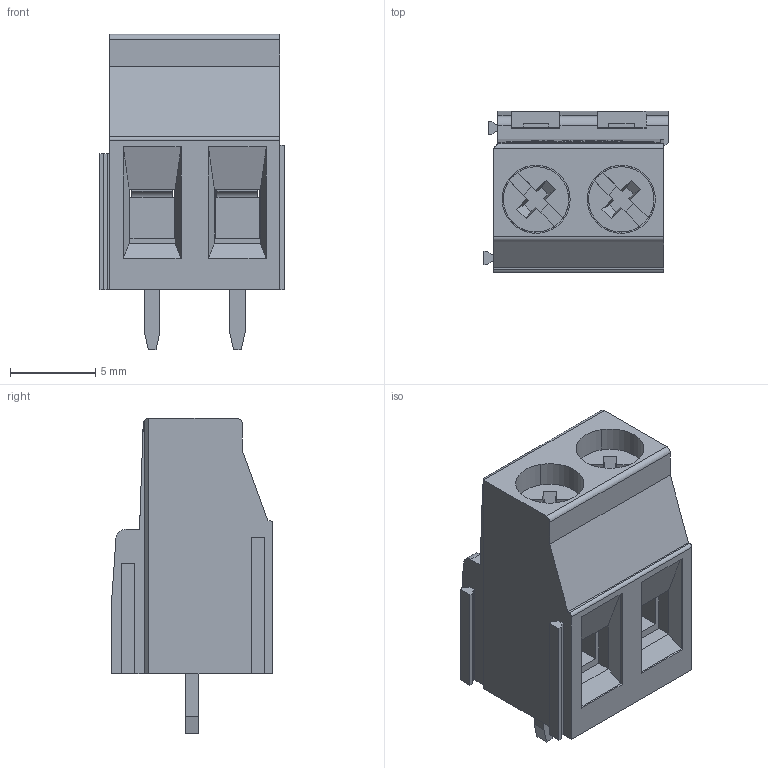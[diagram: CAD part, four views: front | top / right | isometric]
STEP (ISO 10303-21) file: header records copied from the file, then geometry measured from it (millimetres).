
FILE_DESCRIPTION(('STEP AP214'),'1');
FILE_NAME('cctmp_2E8E164B-F723-437E-BDF5-9FFCD9A93A8B_2023_06_14_12_04_52_0171_11056..stp','2023-06-14T12:04:52',('PHOENIX CONTACT Deutschland GmbH'),('CADClick - www.CADClick.com'),'Spatial InterOp 3D',' ','unknown authorization');
FILE_SCHEMA(('AUTOMOTIVE_DESIGN'));
Length unit declared in the file: millimetre
Products named in the file (8): 2023_06_14_12_04_52_0101; 2023_06_14_12_04_52_0169; 2023_06_14_12_04_52_0167; 2023_06_14_12_04_52_0165; 2023_06_14_12_04_52_0162; 2023_06_14_12_04_52_0160; 2023_06_14_12_04_52_0158; 2023_06_14_12_04_52_0131
Assembly tree (7 placements, depth 2):
  2023_06_14_12_04_52_0101
    2023_06_14_12_04_52_0169
    2023_06_14_12_04_52_0167
    2023_06_14_12_04_52_0165
    2023_06_14_12_04_52_0162
    2023_06_14_12_04_52_0160
    2023_06_14_12_04_52_0158
    2023_06_14_12_04_52_0131
Bounding box: 10.82 x 9.5 x 18.5 mm (x, y, z)
Volume: 850.3 mm3; surface area: 2119.7 mm2
Topology: 7 solids, 7 shells, 736 faces, 2037 edges, 1344 vertices
Faces by surface type: plane 655, cylinder 48, extrusion 30, bspline 3
Entity records: 31830 total; most frequent: CARTESIAN_POINT 5596, ORIENTED_EDGE 4074, DIRECTION 3549, EDGE_CURVE 2037, VECTOR 1867, LINE 1837, VERTEX_POINT 1344, STYLED_ITEM 1003
